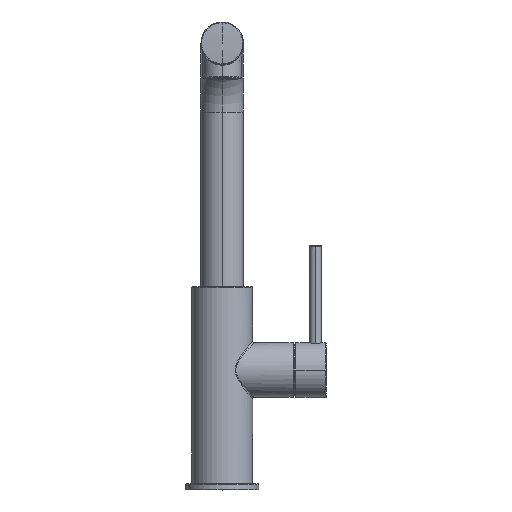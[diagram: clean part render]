
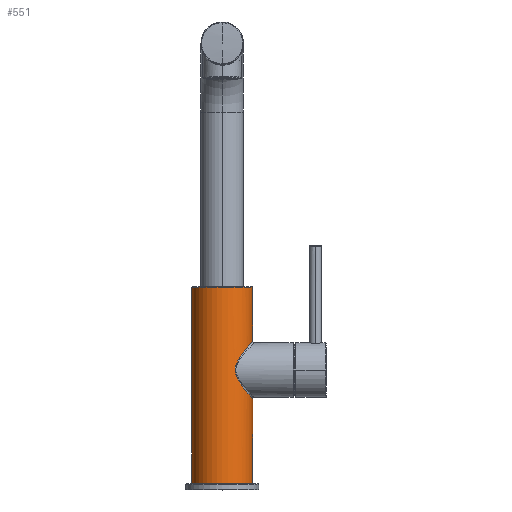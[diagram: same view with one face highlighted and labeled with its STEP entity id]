
A CAD part, top view. The second image highlights one B-rep face of the part: STEP entity #551.
In plain terms, the highlighted cylindrical face has radius 20 mm (diameter 40 mm), a partial arc.
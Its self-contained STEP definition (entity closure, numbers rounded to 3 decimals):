
#551=ADVANCED_FACE('',(#1690),#1691,.T.);
#1690=FACE_OUTER_BOUND('',#5609,.T.);
#1691=CYLINDRICAL_SURFACE('',#5610,20.0);
#5609=EDGE_LOOP('',(#10417,#10418,#10419,#10420,#10421,#10422));
#5610=AXIS2_PLACEMENT_3D('',#10423,#10424,#10425);
#10417=ORIENTED_EDGE('',*,*,#13531,.T.);
#10418=ORIENTED_EDGE('',*,*,#13526,.F.);
#10419=ORIENTED_EDGE('',*,*,#13530,.F.);
#10420=ORIENTED_EDGE('',*,*,#13536,.T.);
#10421=ORIENTED_EDGE('',*,*,#13529,.T.);
#10422=ORIENTED_EDGE('',*,*,#13535,.F.);
#10423=CARTESIAN_POINT('',(0.,140.5,0.0));
#10424=DIRECTION('',(0.0,1.0,0.0));
#10425=DIRECTION('',(-1.0,0.0,0.0));
#13526=EDGE_CURVE('',#16090,#16092,#16093,.T.);
#13529=EDGE_CURVE('',#16085,#16096,#16097,.T.);
#13530=EDGE_CURVE('',#16087,#16090,#16098,.T.);
#13531=EDGE_CURVE('',#16099,#16092,#16100,.T.);
#13535=EDGE_CURVE('',#16099,#16096,#16104,.T.);
#13536=EDGE_CURVE('',#16087,#16085,#16105,.T.);
#16085=VERTEX_POINT('',#22411);
#16087=VERTEX_POINT('',#22413);
#16090=VERTEX_POINT('',#22416);
#16092=VERTEX_POINT('',#22418);
#16093=CIRCLE('',#22419,20.0);
#16096=VERTEX_POINT('',#22422);
#16097=LINE('',#22423,#22424);
#16098=LINE('',#22425,#22426);
#16099=VERTEX_POINT('',#22427);
#16100=LINE('',#22428,#22429);
#16104=B_SPLINE_CURVE_WITH_KNOTS('',3,(#22472,#22473,#22474,#22475,#22476,#22477,#22478,#22479,#22480,#22481,#22482,#22483,#22484,#22485,#22486,#22487,#22488,#22489,#22490,#22491,#22492,#22493,#22494,#22495,#22496,#22497,#22498,#22499,#22500,#22501,#22502,#22503,#22504,#22505,#22506,#22507,#22508,#22509,#22510,#22511,#22512,#22513,#22514,#22515),.UNSPECIFIED.,.F.,.F.,(4,1,1,1,1,1,1,1,1,1,1,1,1,1,1,1,1,1,1,1,1,1,1,1,1,1,1,1,1,1,1,1,1,1,1,1,1,1,1,1,1,4),(0.0,0.024,0.049,0.073,0.098,0.122,0.146,0.171,0.195,0.22,0.244,0.268,0.293,0.317,0.341,0.366,0.39,0.415,0.439,0.463,0.488,0.512,0.537,0.561,0.585,0.61,0.634,0.659,0.683,0.707,0.732,0.756,0.78,0.805,0.829,0.854,0.878,0.902,0.927,0.951,0.976,1.0),.UNSPECIFIED.);
#16105=CIRCLE('',#22516,20.0);
#22411=CARTESIAN_POINT('',(20.0,4.5,0.0));
#22413=CARTESIAN_POINT('',(-20.0,4.5,0.0));
#22416=CARTESIAN_POINT('',(-20.0,133.5,0.0));
#22418=CARTESIAN_POINT('',(20.0,133.5,0.0));
#22419=AXIS2_PLACEMENT_3D('',#26715,#26716,#26717);
#22422=CARTESIAN_POINT('',(20.0,60.0,0.));
#22423=CARTESIAN_POINT('',(20.0,4.5,0.));
#22424=VECTOR('',#26724,55.5);
#22425=CARTESIAN_POINT('',(-20.0,4.5,0.));
#22426=VECTOR('',#26725,129.0);
#22427=CARTESIAN_POINT('',(20.0,98.0,0.));
#22428=CARTESIAN_POINT('',(20.0,98.0,0.));
#22429=VECTOR('',#26726,35.5);
#22472=CARTESIAN_POINT('',(20.0,98.0,0.));
#22473=CARTESIAN_POINT('',(20.,98.,0.836));
#22474=CARTESIAN_POINT('',(19.898,97.882,2.516));
#22475=CARTESIAN_POINT('',(19.391,97.292,5.125));
#22476=CARTESIAN_POINT('',(18.61,96.375,7.438));
#22477=CARTESIAN_POINT('',(17.754,95.359,9.27));
#22478=CARTESIAN_POINT('',(16.876,94.3,10.774));
#22479=CARTESIAN_POINT('',(16.009,93.235,12.016));
#22480=CARTESIAN_POINT('',(15.193,92.213,13.026));
#22481=CARTESIAN_POINT('',(14.44,91.248,13.85));
#22482=CARTESIAN_POINT('',(13.739,90.323,14.544));
#22483=CARTESIAN_POINT('',(13.065,89.407,15.152));
#22484=CARTESIAN_POINT('',(12.395,88.462,15.704));
#22485=CARTESIAN_POINT('',(11.724,87.468,16.211));
#22486=CARTESIAN_POINT('',(11.064,86.429,16.667));
#22487=CARTESIAN_POINT('',(10.442,85.362,17.062));
#22488=CARTESIAN_POINT('',(9.87,84.264,17.399));
#22489=CARTESIAN_POINT('',(9.327,83.05,17.695));
#22490=CARTESIAN_POINT('',(8.821,81.566,17.952));
#22491=CARTESIAN_POINT('',(8.504,79.867,18.102));
#22492=CARTESIAN_POINT('',(8.508,78.13,18.1));
#22493=CARTESIAN_POINT('',(8.803,76.53,17.96));
#22494=CARTESIAN_POINT('',(9.244,75.172,17.738));
#22495=CARTESIAN_POINT('',(9.753,73.98,17.465));
#22496=CARTESIAN_POINT('',(10.334,72.833,17.128));
#22497=CARTESIAN_POINT('',(10.975,71.718,16.726));
#22498=CARTESIAN_POINT('',(11.645,70.652,16.268));
#22499=CARTESIAN_POINT('',(12.324,69.641,15.76));
#22500=CARTESIAN_POINT('',(13.011,68.666,15.198));
#22501=CARTESIAN_POINT('',(13.73,67.688,14.555));
#22502=CARTESIAN_POINT('',(14.519,66.65,13.773));
#22503=CARTESIAN_POINT('',(15.386,65.541,12.804));
#22504=CARTESIAN_POINT('',(16.357,64.333,11.551));
#22505=CARTESIAN_POINT('',(17.313,63.171,10.063));
#22506=CARTESIAN_POINT('',(18.08,62.254,8.598));
#22507=CARTESIAN_POINT('',(18.66,61.568,7.245));
#22508=CARTESIAN_POINT('',(19.109,61.039,5.952));
#22509=CARTESIAN_POINT('',(19.442,60.65,4.743));
#22510=CARTESIAN_POINT('',(19.679,60.373,3.623));
#22511=CARTESIAN_POINT('',(19.839,60.187,2.594));
#22512=CARTESIAN_POINT('',(19.939,60.071,1.651));
#22513=CARTESIAN_POINT('',(19.99,60.011,0.788));
#22514=CARTESIAN_POINT('',(20.,60.,0.255));
#22515=CARTESIAN_POINT('',(20.0,60.0,0.));
#22516=AXIS2_PLACEMENT_3D('',#26733,#26734,#26735);
#26715=CARTESIAN_POINT('',(0.,133.5,0.0));
#26716=DIRECTION('',(0.0,1.0,0.0));
#26717=DIRECTION('',(-1.0,0.0,0.0));
#26724=DIRECTION('',(0.0,1.0,0.));
#26725=DIRECTION('',(0.0,1.0,0.));
#26726=DIRECTION('',(0.0,1.0,0.));
#26733=CARTESIAN_POINT('',(0.,4.5,0.0));
#26734=DIRECTION('',(0.0,1.0,0.0));
#26735=DIRECTION('',(-1.0,0.0,0.0));
